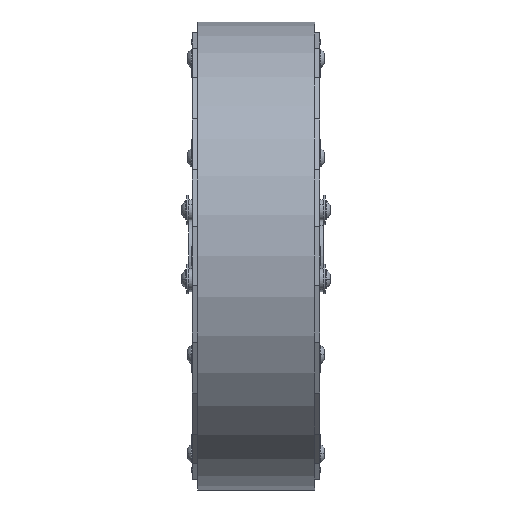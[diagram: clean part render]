
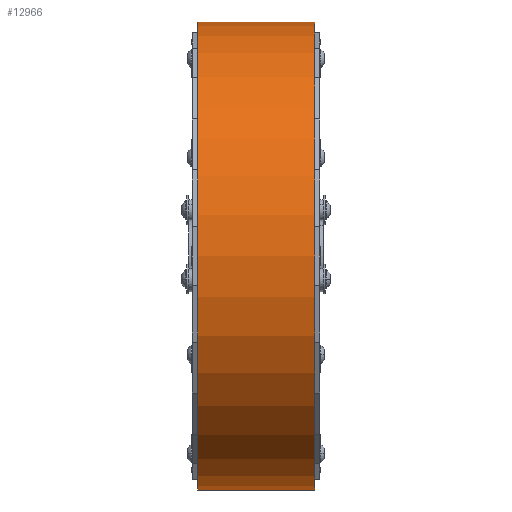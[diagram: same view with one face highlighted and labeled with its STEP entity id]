
A CAD part, left-side view. The second image highlights one B-rep face of the part: STEP entity #12966.
In plain terms, the highlighted cylindrical face has radius 101.6 mm (diameter 203.2 mm), a partial arc.
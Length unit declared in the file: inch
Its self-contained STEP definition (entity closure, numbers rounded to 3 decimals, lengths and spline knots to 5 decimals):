
#7012 = CARTESIAN_POINT ( 'NONE',  ( 0., 1., -4. ) ) ;
#7013 = CARTESIAN_POINT ( 'NONE',  ( 0., 1., 4. ) ) ;
#7249 = CARTESIAN_POINT ( 'NONE',  ( 0., 1., 4. ) ) ;
#7271 = LINE ( 'NONE', #7249, #7305 ) ;
#7281 = DIRECTION ( 'NONE',  ( 0., -1., 0. ) ) ;
#7282 = VECTOR ( 'NONE', #7281, 39.37008 ) ;
#7283 = CARTESIAN_POINT ( 'NONE',  ( 0., 1., -4. ) ) ;
#7284 = LINE ( 'NONE', #7283, #7282 ) ;
#7305 = VECTOR ( 'NONE', #7457, 39.37008 ) ;
#7395 = AXIS2_PLACEMENT_3D ( 'NONE', #7443, #7442, #7440 ) ;
#7396 = CIRCLE ( 'NONE', #7395, 4. ) ;
#7405 = CARTESIAN_POINT ( 'NONE',  ( 0., -1., -4. ) ) ;
#7440 = DIRECTION ( 'NONE',  ( 0., 0., 1. ) ) ;
#7442 = DIRECTION ( 'NONE',  ( 0., 1., 0. ) ) ;
#7443 = CARTESIAN_POINT ( 'NONE',  ( 0., 1., 0. ) ) ;
#7444 = CARTESIAN_POINT ( 'NONE',  ( 0., -1., 4. ) ) ;
#7457 = DIRECTION ( 'NONE',  ( 0., -1., 0. ) ) ;
#7541 = AXIS2_PLACEMENT_3D ( 'NONE', #7585, #7576, #7575 ) ;
#7560 = CIRCLE ( 'NONE', #7541, 4. ) ;
#7575 = DIRECTION ( 'NONE',  ( 0., 0., 1. ) ) ;
#7576 = DIRECTION ( 'NONE',  ( 0., 1., 0. ) ) ;
#7585 = CARTESIAN_POINT ( 'NONE',  ( 0., -1., 0. ) ) ;
#7613 = DIRECTION ( 'NONE',  ( 0., -1., 0. ) ) ;
#7629 = CARTESIAN_POINT ( 'NONE',  ( 0., 1., 0. ) ) ;
#7630 = FACE_OUTER_BOUND ( 'NONE', #12967, .T. ) ;
#7660 = DIRECTION ( 'NONE',  ( 0., 0., -1. ) ) ;
#7666 = AXIS2_PLACEMENT_3D ( 'NONE', #7629, #7613, #7660 ) ;
#7668 = CYLINDRICAL_SURFACE ( 'NONE', #7666, 4. ) ;
#12810 = VERTEX_POINT ( 'NONE', #7013 ) ;
#12811 = VERTEX_POINT ( 'NONE', #7012 ) ;
#12813 = EDGE_CURVE ( 'NONE', #12810, #12814, #7271, .T. ) ;
#12814 = VERTEX_POINT ( 'NONE', #7444 ) ;
#12817 = VERTEX_POINT ( 'NONE', #7405 ) ;
#12819 = EDGE_CURVE ( 'NONE', #12811, #12817, #7284, .T. ) ;
#12849 = EDGE_CURVE ( 'NONE', #12811, #12810, #7396, .T. ) ;
#12945 = EDGE_CURVE ( 'NONE', #12817, #12814, #7560, .T. ) ;
#12966 = ADVANCED_FACE ( 'NONE', ( #7630 ), #7668, .T. ) ;
#12967 = EDGE_LOOP ( 'NONE', ( #12968, #12991, #13239, #13132 ) ) ;
#12968 = ORIENTED_EDGE ( 'NONE', *, *, #12813, .F. ) ;
#12991 = ORIENTED_EDGE ( 'NONE', *, *, #12849, .F. ) ;
#13132 = ORIENTED_EDGE ( 'NONE', *, *, #12945, .T. ) ;
#13239 = ORIENTED_EDGE ( 'NONE', *, *, #12819, .T. ) ;
